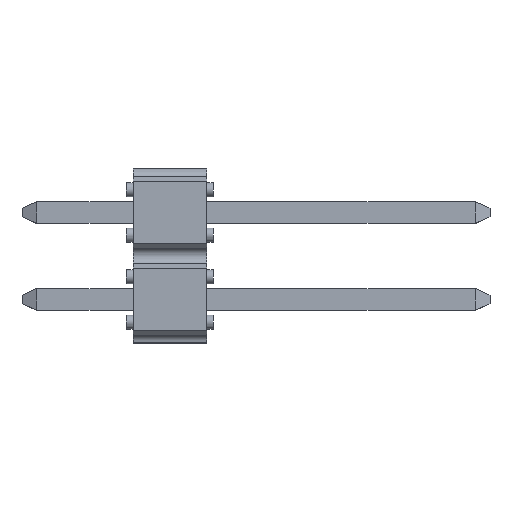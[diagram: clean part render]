
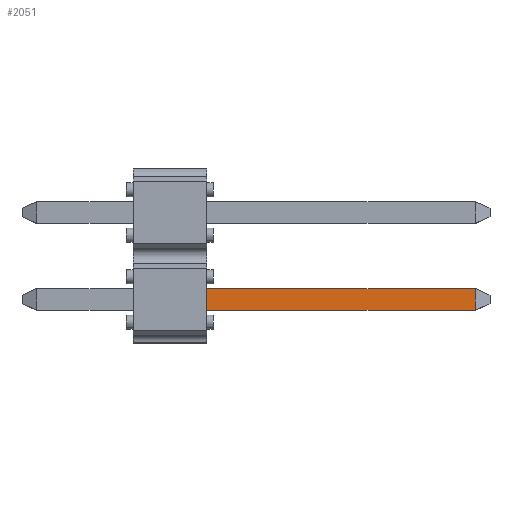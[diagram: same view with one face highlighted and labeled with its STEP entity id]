
A CAD part, top view. The second image highlights one B-rep face of the part: STEP entity #2051.
In plain terms, the highlighted planar face has unit normal (0, 0, 1).
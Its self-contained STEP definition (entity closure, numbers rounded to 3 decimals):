
#521=DIRECTION('',(0.,-1.,0.));
#522=VECTOR('',#521,0.64);
#523=CARTESIAN_POINT('',(2.14,-2.22,0.32));
#524=LINE('537',#523,#522);
#742=DIRECTION('',(-1.,0.,0.));
#743=VECTOR('',#742,7.851);
#744=CARTESIAN_POINT('',(9.991,-2.22,0.32));
#745=LINE('542',#744,#743);
#746=DIRECTION('',(0.,-1.,0.));
#747=VECTOR('',#746,0.64);
#748=CARTESIAN_POINT('',(9.991,-2.22,0.32));
#749=LINE('515',#748,#747);
#758=DIRECTION('',(1.,0.,0.));
#759=VECTOR('',#758,7.851);
#760=CARTESIAN_POINT('',(2.14,-2.86,0.32));
#761=LINE('545',#760,#759);
#1146=CARTESIAN_POINT('',(9.991,-2.86,0.32));
#1147=VERTEX_POINT('',#1146);
#1148=CARTESIAN_POINT('',(9.991,-2.22,0.32));
#1149=VERTEX_POINT('',#1148);
#1166=CARTESIAN_POINT('',(2.14,-2.22,0.32));
#1167=CARTESIAN_POINT('',(2.14,-2.86,0.32));
#1168=VERTEX_POINT('',#1166);
#1169=VERTEX_POINT('',#1167);
#2038=CARTESIAN_POINT('',(3.585,-2.54,0.32));
#2039=DIRECTION('',(0.,0.,1.));
#2040=DIRECTION('',(0.,-1.,0.));
#2041=AXIS2_PLACEMENT_3D('',#2038,#2039,#2040);
#2042=PLANE('493',#2041);
#2043=ORIENTED_EDGE('537',*,*,#1551,.F.);
#2044=ORIENTED_EDGE('542',*,*,#2019,.F.);
#2046=ORIENTED_EDGE('515',*,*,#2045,.T.);
#2048=ORIENTED_EDGE('545',*,*,#2047,.F.);
#2049=EDGE_LOOP('493',(#2043,#2044,#2046,#2048));
#2050=FACE_OUTER_BOUND('493',#2049,.F.);
#1551=EDGE_CURVE('537',#1168,#1169,#524,.T.);
#2019=EDGE_CURVE('542',#1149,#1168,#745,.T.);
#2045=EDGE_CURVE('515',#1149,#1147,#749,.T.);
#2047=EDGE_CURVE('545',#1169,#1147,#761,.T.);
#2051=ADVANCED_FACE('493',(#2050),#2042,.T.);
